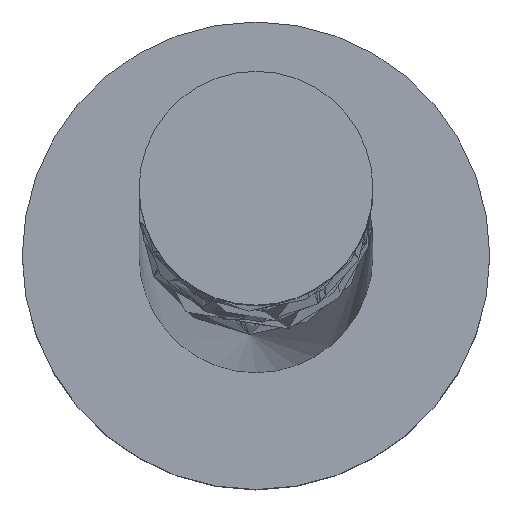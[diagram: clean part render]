
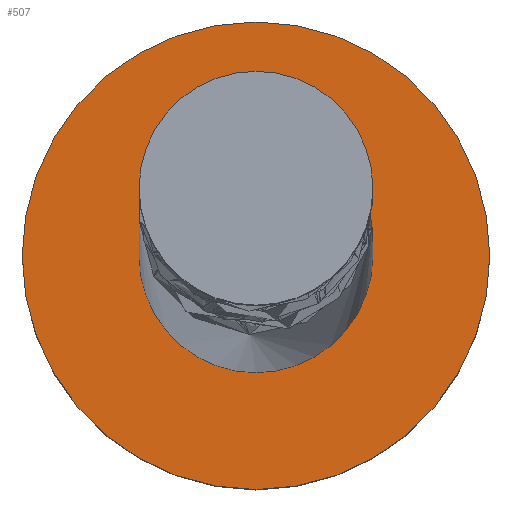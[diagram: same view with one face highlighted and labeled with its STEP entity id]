
A CAD part, top view. The second image highlights one B-rep face of the part: STEP entity #507.
In plain terms, the highlighted planar face has unit normal (0, 0, 1).
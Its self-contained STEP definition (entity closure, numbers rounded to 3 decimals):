
#21 = FACE_OUTER_BOUND ( 'NONE', #1336, .T. ) ;
#52 = AXIS2_PLACEMENT_3D ( 'NONE', #1855, #476, #681 ) ;
#58 = CIRCLE ( 'NONE', #541, 1.5 ) ;
#114 = AXIS2_PLACEMENT_3D ( 'NONE', #1371, #973, #222 ) ;
#215 = VERTEX_POINT ( 'NONE', #364 ) ;
#222 = DIRECTION ( 'NONE',  ( 1., 0., 0. ) ) ;
#253 = DIRECTION ( 'NONE',  ( 1., 0., 0. ) ) ;
#256 = ORIENTED_EDGE ( 'NONE', *, *, #1684, .F. ) ;
#305 = DIRECTION ( 'NONE',  ( 0., 0., 1. ) ) ;
#328 = EDGE_CURVE ( 'NONE', #1407, #1487, #1040, .T. ) ;
#364 = CARTESIAN_POINT ( 'NONE',  ( 3., 0., 3. ) ) ;
#368 = EDGE_LOOP ( 'NONE', ( #1169, #256 ) ) ;
#432 = CARTESIAN_POINT ( 'NONE',  ( 0., 0., 3. ) ) ;
#476 = DIRECTION ( 'NONE',  ( 0., 0., 1. ) ) ;
#507 = ADVANCED_FACE ( 'NONE', ( #1981, #21 ), #1742, .T. ) ;
#523 = EDGE_CURVE ( 'NONE', #215, #1467, #1362, .T. ) ;
#541 = AXIS2_PLACEMENT_3D ( 'NONE', #1052, #305, #906 ) ;
#681 = DIRECTION ( 'NONE',  ( 1., 0., 0. ) ) ;
#738 = DIRECTION ( 'NONE',  ( 1., 0., 0. ) ) ;
#906 = DIRECTION ( 'NONE',  ( 1., 0., 0. ) ) ;
#967 = EDGE_CURVE ( 'NONE', #1467, #215, #1877, .T. ) ;
#973 = DIRECTION ( 'NONE',  ( 0., 0., 1. ) ) ;
#1032 = CARTESIAN_POINT ( 'NONE',  ( 0., 0., 3. ) ) ;
#1040 = CIRCLE ( 'NONE', #1261, 1.5 ) ;
#1052 = CARTESIAN_POINT ( 'NONE',  ( 0., 0., 3. ) ) ;
#1169 = ORIENTED_EDGE ( 'NONE', *, *, #328, .F. ) ;
#1188 = DIRECTION ( 'NONE',  ( 0., 0., 1. ) ) ;
#1261 = AXIS2_PLACEMENT_3D ( 'NONE', #1032, #1783, #738 ) ;
#1336 = EDGE_LOOP ( 'NONE', ( #1573, #1626 ) ) ;
#1345 = CARTESIAN_POINT ( 'NONE',  ( -3., 0., 3. ) ) ;
#1362 = CIRCLE ( 'NONE', #114, 3. ) ;
#1371 = CARTESIAN_POINT ( 'NONE',  ( 0., 0., 3. ) ) ;
#1407 = VERTEX_POINT ( 'NONE', #1508 ) ;
#1467 = VERTEX_POINT ( 'NONE', #1345 ) ;
#1476 = CARTESIAN_POINT ( 'NONE',  ( 1.5, 0., 3. ) ) ;
#1487 = VERTEX_POINT ( 'NONE', #1476 ) ;
#1508 = CARTESIAN_POINT ( 'NONE',  ( -1.5, 0., 3. ) ) ;
#1573 = ORIENTED_EDGE ( 'NONE', *, *, #967, .T. ) ;
#1626 = ORIENTED_EDGE ( 'NONE', *, *, #523, .T. ) ;
#1684 = EDGE_CURVE ( 'NONE', #1487, #1407, #58, .T. ) ;
#1742 = PLANE ( 'NONE',  #52 ) ;
#1783 = DIRECTION ( 'NONE',  ( 0., 0., 1. ) ) ;
#1810 = AXIS2_PLACEMENT_3D ( 'NONE', #432, #1188, #253 ) ;
#1855 = CARTESIAN_POINT ( 'NONE',  ( 0., 0., 3. ) ) ;
#1877 = CIRCLE ( 'NONE', #1810, 3. ) ;
#1981 = FACE_BOUND ( 'NONE', #368, .T. ) ;
